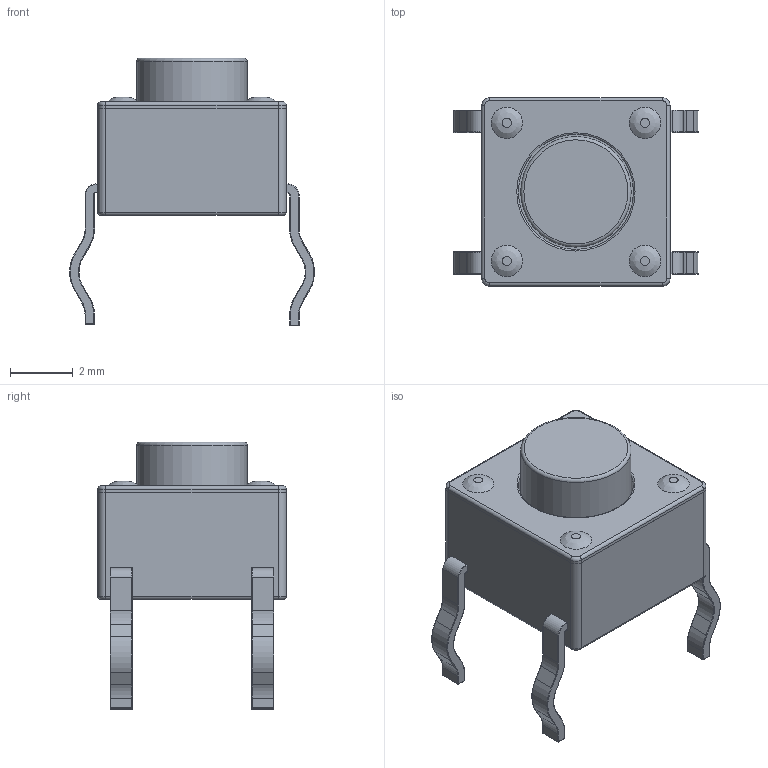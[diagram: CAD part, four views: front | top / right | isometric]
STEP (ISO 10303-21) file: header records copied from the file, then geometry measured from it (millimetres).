
FILE_DESCRIPTION(/* description */ (''),/* implementation_level */ '2;1');
FILE_NAME(/* name */ '1825910-6.step',/* time_stamp */ '2020-11-14T17:16:44-05:00',/* author */ (''),/* organization */ (''),/* preprocessor_version */ 'ST-DEVELOPER v18.1',/* originating_system */ 'Autodesk Translation Framework v9.3.0.1241',/* authorisation */ '');
FILE_SCHEMA (('AUTOMOTIVE_DESIGN { 1 0 10303 214 3 1 1 }'));
Length unit declared in the file: millimetre
Products named in the file (1): 1825910-6
Bounding box: 7.78 x 5.99 x 8.51 mm (x, y, z)
Volume: 146.1 mm3; surface area: 229.6 mm2
Topology: 1 solids, 1 shells, 297 faces, 667 edges, 383 vertices
Faces by surface type: cylinder 138, torus 74, plane 65, sphere 16, bspline 4
Full cylindrical faces by diameter (mm): 3.51 x1, 3.66 x1
Entity records: 9163 total; most frequent: CARTESIAN_POINT 2150, DIRECTION 1500, ORIENTED_EDGE 1334, EDGE_CURVE 667, AXIS2_PLACEMENT_3D 603, VERTEX_POINT 383, CIRCLE 309, EDGE_LOOP 308
